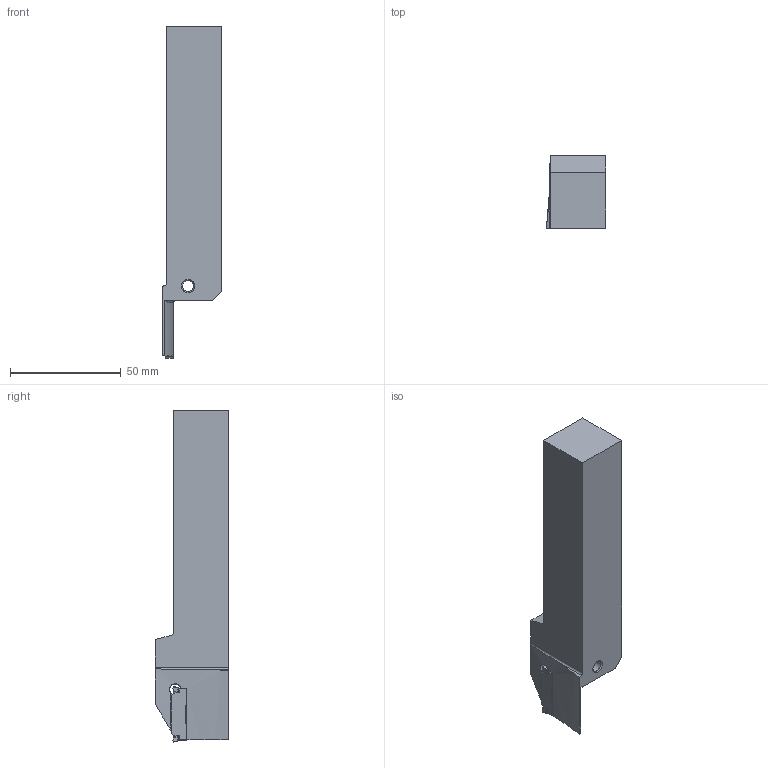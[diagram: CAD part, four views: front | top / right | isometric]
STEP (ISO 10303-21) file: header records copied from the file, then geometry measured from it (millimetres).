
FILE_DESCRIPTION(/* description */ (''),/* implementation_level */ '2;1');
FILE_NAME(/* name */ 'GL4-S2525MFR-25-L400150_204658991_SIM.stp',/* time_stamp */ '2023-03-30T07:48:11+02:00',/* author */ (''),/* organization */ (''),/* preprocessor_version */ 'ST-DEVELOPER v16.7',/* originating_system */ 'SIEMENS PLM Software NX 12.0',/* authorisation */ '');
FILE_SCHEMA (('AUTOMOTIVE_DESIGN { 1 0 10303 214 3 1 1 1 }'));
Length unit declared in the file: millimetre
Products named in the file (1): hc721054FC5Abfdf
Bounding box: 27.08 x 33 x 149.96 mm (x, y, z)
Volume: 82249.3 mm3; surface area: 16690.2 mm2
Topology: 2 solids, 2 shells, 312 faces, 773 edges, 456 vertices
Faces by surface type: bspline 146, cylinder 77, plane 67, extrusion 11, sphere 6, torus 3, cone 2
Full cylindrical faces by diameter (mm): 5 x1, 6.6 x1
Entity records: 11112 total; most frequent: CARTESIAN_POINT 5030, ORIENTED_EDGE 1508, DIRECTION 909, EDGE_CURVE 754, VERTEX_POINT 451, AXIS2_PLACEMENT_3D 335, EDGE_LOOP 319, ADVANCED_FACE 312
